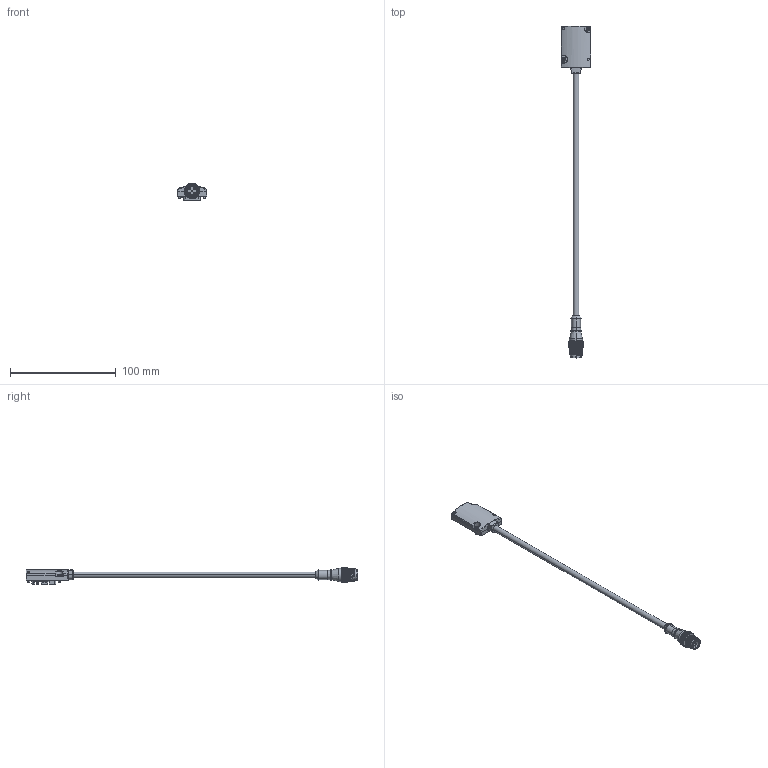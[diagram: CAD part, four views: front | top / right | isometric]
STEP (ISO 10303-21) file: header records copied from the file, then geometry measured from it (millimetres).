
FILE_DESCRIPTION((''),'2;1');
FILE_NAME('232375_ASM','2023-01-25T14:35:06',('PDMAdmin'),('BANNER ENGINEERING'),'CREO PARAMETRIC BY PTC INC, 2019292','CREO PARAMETRIC BY PTC INC, 2019292','');
FILE_SCHEMA(('CONFIG_CONTROL_DESIGN'));
Products named in the file (2): 232375; 232375_ASM
Assembly tree (1 placements, depth 2):
  232375_ASM
    232375
Bounding box: 28 x 314.6 x 16.45 mm (x, y, z)
Volume: 19463.6 mm3; surface area: 11647.7 mm2
Topology: 1 solids, 2 shells, 3239 faces, 7882 edges, 4762 vertices
Faces by surface type: bspline 1326, plane 1050, cylinder 800, cone 34, sphere 19, torus 8, revolution 2
Entity records: 126378 total; most frequent: CARTESIAN_POINT 61358, ORIENTED_EDGE 15744, DIRECTION 9129, EDGE_CURVE 7872, VERTEX_POINT 4762, B_SPLINE_CURVE_WITH_KNOTS 3594, EDGE_LOOP 3462, VECTOR 3261
